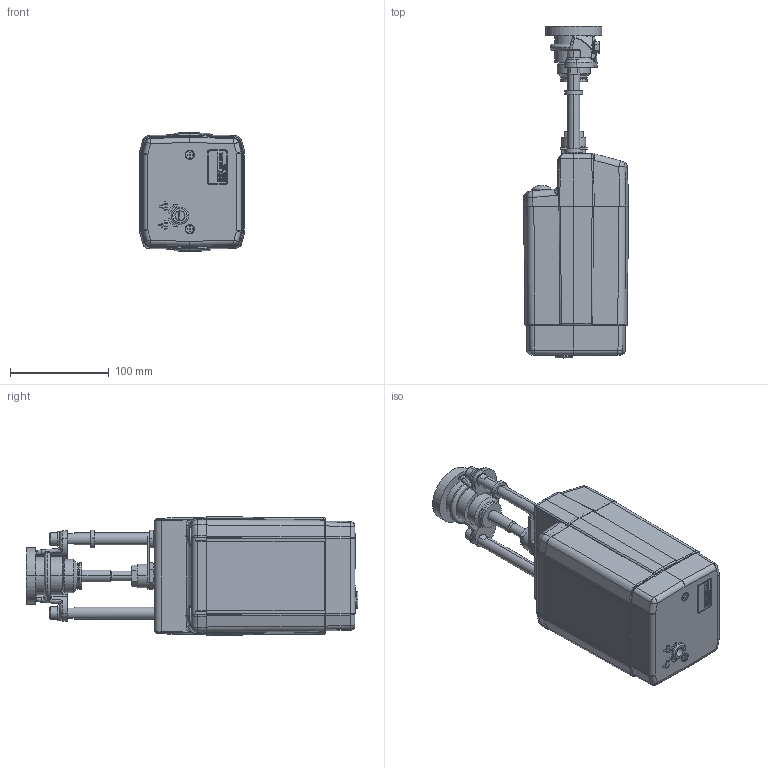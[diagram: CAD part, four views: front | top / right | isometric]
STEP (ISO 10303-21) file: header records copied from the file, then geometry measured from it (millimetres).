
FILE_DESCRIPTION((''),'2;1');
FILE_NAME('082H3091AME55NARA15_50_ASM','2015-09-01T',('u317927'),('Danfoss'),'PRO/ENGINEER BY PARAMETRIC TECHNOLOGY CORPORATION, 2014000','PRO/ENGINEER BY PARAMETRIC TECHNOLOGY CORPORATION, 2014000','');
FILE_SCHEMA(('CONFIG_CONTROL_DESIGN'));
Products named in the file (20): 185380000; 185365274; 52017076; 85380060_SPINDLE; 185380950; 185365298; 51217500; 54790554; 185373002; 8536699_VIJAK_SKLOPKE; 8536698_SKLOPKA; NARA_38; 8539333_KAZALO_LEGE_NARA15_50; 8539328_PRIROBNICA_FI38_NARA; 8538174_OBJEMKA_VRATU_TREND; IWPSA09; ISHCS0804; IWCNA02; INHS107; 082H3091AME55NARA15_50_ASM
Assembly tree (28 placements, depth 2):
  082H3091AME55NARA15_50_ASM
    185380000
    185365274
    52017076  x2
    85380060_SPINDLE  x2
    185380950
    185365298
    51217500  x2
    54790554  x2
    185373002  x2
    8536699_VIJAK_SKLOPKE
    8536698_SKLOPKA
    NARA_38
    8539333_KAZALO_LEGE_NARA15_50
    8539328_PRIROBNICA_FI38_NARA
    8538174_OBJEMKA_VRATU_TREND
    IWPSA09  x2
    ISHCS0804  x2
    IWCNA02  x2
    INHS107  x2
Bounding box: 106.34 x 335.6 x 119.97 mm (x, y, z)
Volume: 456728.1 mm3; surface area: 268013.3 mm2
Topology: 28 solids, 40 shells, 2232 faces, 5728 edges, 3634 vertices
Faces by surface type: plane 1310, cylinder 532, bspline 155, cone 101, torus 74, sphere 44, extrusion 16
Entity records: 72044 total; most frequent: CARTESIAN_POINT 21992, ORIENTED_EDGE 10734, DIRECTION 9560, EDGE_CURVE 5383, VECTOR 3822, LINE 3806, VERTEX_POINT 3425, AXIS2_PLACEMENT_3D 2869
